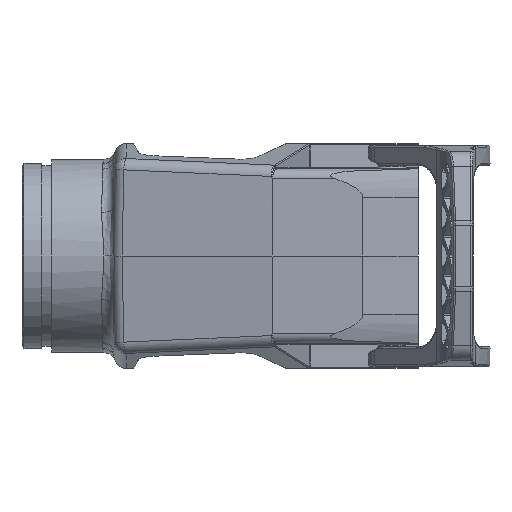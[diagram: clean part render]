
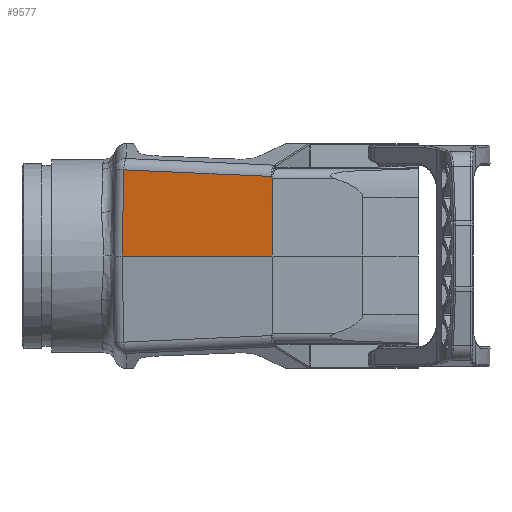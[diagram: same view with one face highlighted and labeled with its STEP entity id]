
A CAD part, left-side view. The second image highlights one B-rep face of the part: STEP entity #9577.
In plain terms, the highlighted planar face has unit normal (-0.982, 0.191, 0.018).
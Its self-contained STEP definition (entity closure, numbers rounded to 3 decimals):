
#1278=B_SPLINE_CURVE_WITH_KNOTS('',3,(#50198,#50199,#50200,#50201),
 .UNSPECIFIED.,.F.,.F.,(4,4),(0.,1.),.UNSPECIFIED.);
#1279=B_SPLINE_CURVE_WITH_KNOTS('',3,(#50206,#50207,#50208,#50209),
 .UNSPECIFIED.,.F.,.F.,(4,4),(0.,1.),.UNSPECIFIED.);
#3206=FACE_OUTER_BOUND('',#12165,.T.);
#5217=LINE('',#50211,#7619);
#5274=LINE('',#50742,#7676);
#5276=LINE('',#50756,#7678);
#5277=LINE('',#50770,#7679);
#5278=LINE('',#50772,#7680);
#7619=VECTOR('',#36496,1.);
#7676=VECTOR('',#36707,1.);
#7678=VECTOR('',#36719,1.);
#7679=VECTOR('',#36724,1.);
#7680=VECTOR('',#36727,1.);
#9577=ADVANCED_FACE('',(#3206),#10504,.T.);
#10504=PLANE('',#30885);
#12165=EDGE_LOOP('',(#19078,#19079,#19080,#19081,#19082,#19083,#19084));
#19078=ORIENTED_EDGE('',*,*,#27282,.F.);
#19079=ORIENTED_EDGE('',*,*,#27276,.F.);
#19080=ORIENTED_EDGE('',*,*,#27286,.T.);
#19081=ORIENTED_EDGE('',*,*,#27149,.T.);
#19082=ORIENTED_EDGE('',*,*,#27148,.T.);
#19083=ORIENTED_EDGE('',*,*,#27145,.T.);
#19084=ORIENTED_EDGE('',*,*,#27285,.F.);
#23274=VERTEX_POINT('',#50192);
#23275=VERTEX_POINT('',#50197);
#23276=VERTEX_POINT('',#50204);
#23277=VERTEX_POINT('',#50212);
#23340=VERTEX_POINT('',#50740);
#23342=VERTEX_POINT('',#50743);
#23345=VERTEX_POINT('',#50757);
#27145=EDGE_CURVE('',#23274,#23275,#1278,.T.);
#27148=EDGE_CURVE('',#23276,#23274,#1279,.T.);
#27149=EDGE_CURVE('',#23277,#23276,#5217,.T.);
#27276=EDGE_CURVE('',#23340,#23342,#5274,.T.);
#27282=EDGE_CURVE('',#23342,#23345,#5276,.T.);
#27285=EDGE_CURVE('',#23345,#23275,#5277,.T.);
#27286=EDGE_CURVE('',#23340,#23277,#5278,.T.);
#30885=AXIS2_PLACEMENT_3D('',#50773,#36728,#36729);
#36496=DIRECTION('',(0.017,-0.002,1.));
#36707=DIRECTION('',(0.014,-0.017,1.));
#36719=DIRECTION('',(-0.191,-0.981,-0.044));
#36724=DIRECTION('',(-0.017,0.005,-1.));
#36727=DIRECTION('',(-0.191,-0.982,0.));
#36728=DIRECTION('',(-0.981,0.191,0.017));
#36729=DIRECTION('',(-0.191,-0.982,0.));
#50192=CARTESIAN_POINT('',(-34.66,23.234,19.984));
#50197=CARTESIAN_POINT('',(-34.65,23.273,20.046));
#50198=CARTESIAN_POINT('',(-34.659,23.233,19.983));
#50199=CARTESIAN_POINT('',(-34.655,23.25,19.997));
#50200=CARTESIAN_POINT('',(-34.652,23.263,20.018));
#50201=CARTESIAN_POINT('',(-34.65,23.273,20.046));
#50204=CARTESIAN_POINT('',(-34.706,23.022,19.644));
#50206=CARTESIAN_POINT('',(-34.706,23.022,19.644));
#50207=CARTESIAN_POINT('',(-34.704,23.021,19.758));
#50208=CARTESIAN_POINT('',(-34.688,23.092,19.871));
#50209=CARTESIAN_POINT('',(-34.659,23.233,19.983));
#50211=CARTESIAN_POINT('',(-35.046,23.069,0.));
#50212=CARTESIAN_POINT('',(-35.046,23.069,0.));
#50740=CARTESIAN_POINT('',(-27.659,61.073,0.));
#50742=CARTESIAN_POINT('',(-27.659,61.073,0.));
#50743=CARTESIAN_POINT('',(-27.344,60.691,21.86));
#50756=CARTESIAN_POINT('',(-27.344,60.691,21.86));
#50757=CARTESIAN_POINT('',(-34.648,23.272,20.189));
#50770=CARTESIAN_POINT('',(-34.647,23.272,20.189));
#50772=CARTESIAN_POINT('',(-27.659,61.073,0.));
#50773=CARTESIAN_POINT('',(-27.187,63.5,0.));
